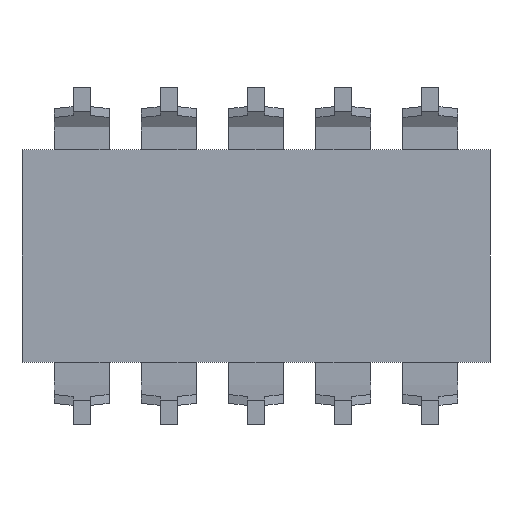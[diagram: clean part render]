
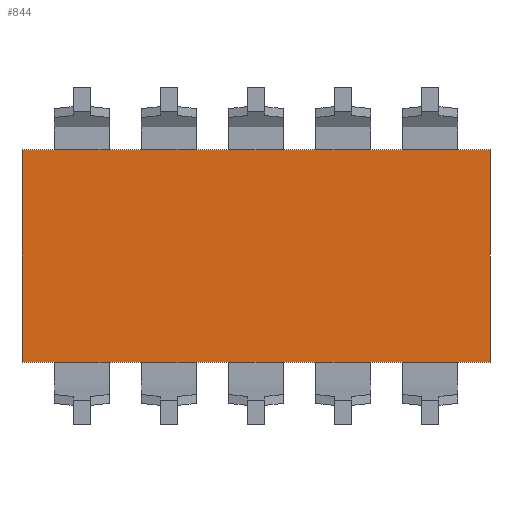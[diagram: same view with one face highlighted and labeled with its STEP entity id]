
A CAD part, front view. The second image highlights one B-rep face of the part: STEP entity #844.
In plain terms, the highlighted planar face has unit normal (0, -1, 0).
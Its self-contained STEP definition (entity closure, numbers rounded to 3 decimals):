
#110 = VERTEX_POINT ( 'NONE', #1857 ) ;
#136 = EDGE_LOOP ( 'NONE', ( #1002, #4616, #159, #966 ) ) ;
#159 = ORIENTED_EDGE ( 'NONE', *, *, #653, .F. ) ;
#653 = EDGE_CURVE ( 'NONE', #1377, #2029, #3782, .T. ) ;
#844 = ADVANCED_FACE ( 'NONE', ( #5102 ), #5119, .F. ) ;
#966 = ORIENTED_EDGE ( 'NONE', *, *, #1356, .F. ) ;
#1002 = ORIENTED_EDGE ( 'NONE', *, *, #1429, .F. ) ;
#1356 = EDGE_CURVE ( 'NONE', #1364, #1377, #2641, .T. ) ;
#1364 = VERTEX_POINT ( 'NONE', #2711 ) ;
#1377 = VERTEX_POINT ( 'NONE', #2865 ) ;
#1429 = EDGE_CURVE ( 'NONE', #110, #1364, #3117, .T. ) ;
#1857 = CARTESIAN_POINT ( 'NONE',  ( -1.74, 0.7, -3.1 ) ) ;
#1920 = EDGE_CURVE ( 'NONE', #2029, #110, #3742, .T. ) ;
#2029 = VERTEX_POINT ( 'NONE', #3859 ) ;
#2641 = LINE ( 'NONE', #2642, #2643 ) ;
#2642 = CARTESIAN_POINT ( 'NONE',  ( -1.74, 0.7, 3.1 ) ) ;
#2643 = VECTOR ( 'NONE', #2644, 1000. ) ;
#2644 = DIRECTION ( 'NONE',  ( 1., 0., 0. ) ) ;
#2711 = CARTESIAN_POINT ( 'NONE',  ( -1.74, 0.7, 3.1 ) ) ;
#2865 = CARTESIAN_POINT ( 'NONE',  ( 11.9, 0.7, 3.1 ) ) ;
#3117 = LINE ( 'NONE', #3118, #3119 ) ;
#3118 = CARTESIAN_POINT ( 'NONE',  ( -1.74, 0.7, -3.1 ) ) ;
#3119 = VECTOR ( 'NONE', #3120, 1000. ) ;
#3120 = DIRECTION ( 'NONE',  ( 0., 0., 1. ) ) ;
#3742 = LINE ( 'NONE', #3743, #3744 ) ;
#3743 = CARTESIAN_POINT ( 'NONE',  ( -1.74, 0.7, -3.1 ) ) ;
#3744 = VECTOR ( 'NONE', #3745, 1000. ) ;
#3745 = DIRECTION ( 'NONE',  ( -1., 0., 0. ) ) ;
#3782 = LINE ( 'NONE', #3783, #3784 ) ;
#3783 = CARTESIAN_POINT ( 'NONE',  ( 11.9, 0.7, -3.1 ) ) ;
#3784 = VECTOR ( 'NONE', #3785, 1000. ) ;
#3785 = DIRECTION ( 'NONE',  ( 0., 0., -1. ) ) ;
#3859 = CARTESIAN_POINT ( 'NONE',  ( 11.9, 0.7, -3.1 ) ) ;
#4616 = ORIENTED_EDGE ( 'NONE', *, *, #1920, .F. ) ;
#5102 = FACE_OUTER_BOUND ( 'NONE', #136, .T. ) ;
#5119 = PLANE ( 'NONE',  #5120 ) ;
#5120 = AXIS2_PLACEMENT_3D ( 'NONE', #5121, #5122, #5123 ) ;
#5121 = CARTESIAN_POINT ( 'NONE',  ( -1.74, 0.7, -3.1 ) ) ;
#5122 = DIRECTION ( 'NONE',  ( 0., 1., 0. ) ) ;
#5123 = DIRECTION ( 'NONE',  ( 0., 0., 1. ) ) ;
